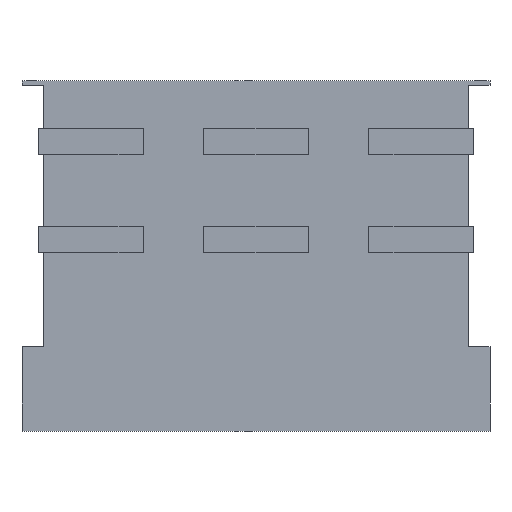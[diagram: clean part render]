
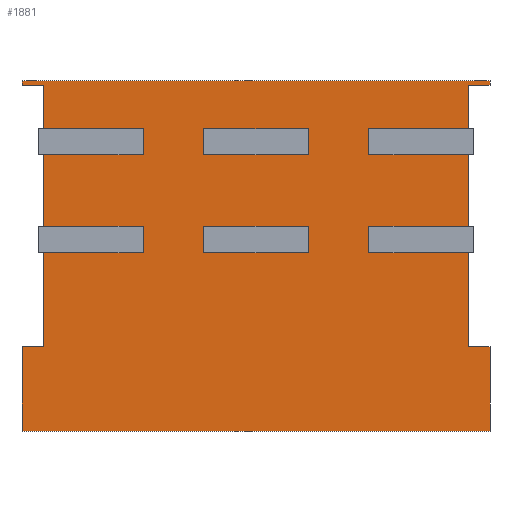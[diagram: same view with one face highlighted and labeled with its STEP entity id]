
A CAD part, left-side view. The second image highlights one B-rep face of the part: STEP entity #1881.
In plain terms, the highlighted planar face has unit normal (-1, 0, 0).
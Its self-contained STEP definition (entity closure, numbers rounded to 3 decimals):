
#14=DIRECTION('',(0.,0.,1.));
#15=VECTOR('',#14,300.);
#16=CARTESIAN_POINT('',(0.,-25.,-305.));
#17=LINE('',#16,#15);
#18=DIRECTION('',(0.,-1.,0.));
#19=VECTOR('',#18,25.);
#20=CARTESIAN_POINT('',(0.,0.,-5.));
#21=LINE('',#20,#19);
#22=DIRECTION('',(0.,0.,1.));
#23=VECTOR('',#22,5.);
#24=CARTESIAN_POINT('',(0.,0.,-5.));
#25=LINE('',#24,#23);
#26=DIRECTION('',(0.,-1.,0.));
#27=VECTOR('',#26,537.);
#28=CARTESIAN_POINT('',(0.,0.,0.));
#29=LINE('',#28,#27);
#30=DIRECTION('',(0.,0.,-1.));
#31=VECTOR('',#30,5.);
#32=CARTESIAN_POINT('',(0.,-537.,0.));
#33=LINE('',#32,#31);
#34=DIRECTION('',(0.,1.,0.));
#35=VECTOR('',#34,25.);
#36=CARTESIAN_POINT('',(0.,-537.,-5.));
#37=LINE('',#36,#35);
#38=DIRECTION('',(0.,0.,-1.));
#39=VECTOR('',#38,300.);
#40=CARTESIAN_POINT('',(0.,-512.,-5.));
#41=LINE('',#40,#39);
#42=DIRECTION('',(0.,1.,0.));
#43=VECTOR('',#42,25.);
#44=CARTESIAN_POINT('',(0.,-537.,-305.));
#45=LINE('',#44,#43);
#46=DIRECTION('',(0.,0.,-1.));
#47=VECTOR('',#46,97.);
#48=CARTESIAN_POINT('',(0.,-537.,-305.));
#49=LINE('',#48,#47);
#50=DIRECTION('',(0.,1.,0.));
#51=VECTOR('',#50,537.);
#52=CARTESIAN_POINT('',(0.,-537.,-402.));
#53=LINE('',#52,#51);
#54=DIRECTION('',(0.,0.,1.));
#55=VECTOR('',#54,97.);
#56=CARTESIAN_POINT('',(0.,0.,-402.));
#57=LINE('',#56,#55);
#58=DIRECTION('',(0.,-1.,0.));
#59=VECTOR('',#58,25.);
#60=CARTESIAN_POINT('',(0.,0.,-305.));
#61=LINE('',#60,#59);
#62=DIRECTION('',(0.,1.,0.));
#63=VECTOR('',#62,100.);
#64=CARTESIAN_POINT('',(0.,-139.,-167.));
#65=LINE('',#64,#63);
#66=DIRECTION('',(0.,-1.,0.));
#67=VECTOR('',#66,100.);
#68=CARTESIAN_POINT('',(0.,-39.,-197.));
#69=LINE('',#68,#67);
#70=DIRECTION('',(0.,0.,1.));
#71=VECTOR('',#70,30.);
#72=CARTESIAN_POINT('',(0.,-139.,-197.));
#73=LINE('',#72,#71);
#74=DIRECTION('',(0.,1.,0.));
#75=VECTOR('',#74,100.);
#76=CARTESIAN_POINT('',(0.,-139.,-55.));
#77=LINE('',#76,#75);
#78=DIRECTION('',(0.,-1.,0.));
#79=VECTOR('',#78,100.);
#80=CARTESIAN_POINT('',(0.,-39.,-85.));
#81=LINE('',#80,#79);
#82=DIRECTION('',(0.,0.,1.));
#83=VECTOR('',#82,30.);
#84=CARTESIAN_POINT('',(0.,-139.,-85.));
#85=LINE('',#84,#83);
#86=DIRECTION('',(0.,-1.,0.));
#87=VECTOR('',#86,100.);
#88=CARTESIAN_POINT('',(0.,-398.,-85.));
#89=LINE('',#88,#87);
#90=DIRECTION('',(0.,0.,1.));
#91=VECTOR('',#90,30.);
#92=CARTESIAN_POINT('',(0.,-498.,-85.));
#93=LINE('',#92,#91);
#94=DIRECTION('',(0.,1.,0.));
#95=VECTOR('',#94,100.);
#96=CARTESIAN_POINT('',(0.,-498.,-55.));
#97=LINE('',#96,#95);
#98=DIRECTION('',(0.,0.,-1.));
#99=VECTOR('',#98,30.);
#100=CARTESIAN_POINT('',(0.,-398.,-55.));
#101=LINE('',#100,#99);
#102=DIRECTION('',(0.,0.,1.));
#103=VECTOR('',#102,30.);
#104=CARTESIAN_POINT('',(0.,-328.5,-85.));
#105=LINE('',#104,#103);
#106=DIRECTION('',(0.,1.,0.));
#107=VECTOR('',#106,120.);
#108=CARTESIAN_POINT('',(0.,-328.5,-55.));
#109=LINE('',#108,#107);
#110=DIRECTION('',(0.,0.,-1.));
#111=VECTOR('',#110,30.);
#112=CARTESIAN_POINT('',(0.,-208.5,-55.));
#113=LINE('',#112,#111);
#114=DIRECTION('',(0.,-1.,0.));
#115=VECTOR('',#114,120.);
#116=CARTESIAN_POINT('',(0.,-208.5,-85.));
#117=LINE('',#116,#115);
#118=DIRECTION('',(0.,0.,1.));
#119=VECTOR('',#118,30.);
#120=CARTESIAN_POINT('',(0.,-328.5,-197.));
#121=LINE('',#120,#119);
#122=DIRECTION('',(0.,1.,0.));
#123=VECTOR('',#122,120.);
#124=CARTESIAN_POINT('',(0.,-328.5,-167.));
#125=LINE('',#124,#123);
#126=DIRECTION('',(0.,0.,-1.));
#127=VECTOR('',#126,30.);
#128=CARTESIAN_POINT('',(0.,-208.5,-167.));
#129=LINE('',#128,#127);
#130=DIRECTION('',(0.,-1.,0.));
#131=VECTOR('',#130,120.);
#132=CARTESIAN_POINT('',(0.,-208.5,-197.));
#133=LINE('',#132,#131);
#134=DIRECTION('',(0.,-1.,0.));
#135=VECTOR('',#134,100.);
#136=CARTESIAN_POINT('',(0.,-398.,-197.));
#137=LINE('',#136,#135);
#138=DIRECTION('',(0.,0.,1.));
#139=VECTOR('',#138,30.);
#140=CARTESIAN_POINT('',(0.,-498.,-197.));
#141=LINE('',#140,#139);
#142=DIRECTION('',(0.,1.,0.));
#143=VECTOR('',#142,100.);
#144=CARTESIAN_POINT('',(0.,-498.,-167.));
#145=LINE('',#144,#143);
#146=DIRECTION('',(0.,0.,-1.));
#147=VECTOR('',#146,30.);
#148=CARTESIAN_POINT('',(0.,-398.,-167.));
#149=LINE('',#148,#147);
#678=DIRECTION('',(0.,0.,1.));
#679=VECTOR('',#678,30.);
#680=CARTESIAN_POINT('',(0.,-39.,-85.));
#681=LINE('',#680,#679);
#682=DIRECTION('',(0.,0.,1.));
#683=VECTOR('',#682,30.);
#684=CARTESIAN_POINT('',(0.,-39.,-197.));
#685=LINE('',#684,#683);
#1374=CARTESIAN_POINT('',(0.,0.,0.));
#1375=CARTESIAN_POINT('',(0.,-537.,0.));
#1376=VERTEX_POINT('',#1374);
#1377=VERTEX_POINT('',#1375);
#1378=CARTESIAN_POINT('',(0.,-537.,-402.));
#1379=CARTESIAN_POINT('',(0.,0.,-402.));
#1380=VERTEX_POINT('',#1378);
#1381=VERTEX_POINT('',#1379);
#1422=CARTESIAN_POINT('',(0.,0.,-5.));
#1423=CARTESIAN_POINT('',(0.,-25.,-5.));
#1424=VERTEX_POINT('',#1422);
#1425=VERTEX_POINT('',#1423);
#1426=CARTESIAN_POINT('',(0.,0.,-305.));
#1427=CARTESIAN_POINT('',(0.,-25.,-305.));
#1428=VERTEX_POINT('',#1426);
#1429=VERTEX_POINT('',#1427);
#1430=CARTESIAN_POINT('',(0.,-537.,-305.));
#1431=CARTESIAN_POINT('',(0.,-512.,-305.));
#1432=VERTEX_POINT('',#1430);
#1433=VERTEX_POINT('',#1431);
#1434=CARTESIAN_POINT('',(0.,-537.,-5.));
#1435=CARTESIAN_POINT('',(0.,-512.,-5.));
#1436=VERTEX_POINT('',#1434);
#1437=VERTEX_POINT('',#1435);
#1494=CARTESIAN_POINT('',(0.,-328.5,-85.));
#1495=CARTESIAN_POINT('',(0.,-328.5,-55.));
#1496=VERTEX_POINT('',#1494);
#1497=VERTEX_POINT('',#1495);
#1498=CARTESIAN_POINT('',(0.,-208.5,-55.));
#1499=VERTEX_POINT('',#1498);
#1500=CARTESIAN_POINT('',(0.,-208.5,-85.));
#1501=VERTEX_POINT('',#1500);
#1502=CARTESIAN_POINT('',(0.,-398.,-55.));
#1503=CARTESIAN_POINT('',(0.,-398.,-85.));
#1504=VERTEX_POINT('',#1502);
#1505=VERTEX_POINT('',#1503);
#1506=CARTESIAN_POINT('',(0.,-139.,-85.));
#1507=CARTESIAN_POINT('',(0.,-139.,-55.));
#1508=VERTEX_POINT('',#1506);
#1509=VERTEX_POINT('',#1507);
#1534=CARTESIAN_POINT('',(0.,-328.5,-197.));
#1535=CARTESIAN_POINT('',(0.,-328.5,-167.));
#1536=VERTEX_POINT('',#1534);
#1537=VERTEX_POINT('',#1535);
#1538=CARTESIAN_POINT('',(0.,-208.5,-167.));
#1539=VERTEX_POINT('',#1538);
#1540=CARTESIAN_POINT('',(0.,-208.5,-197.));
#1541=VERTEX_POINT('',#1540);
#1542=CARTESIAN_POINT('',(0.,-398.,-167.));
#1543=CARTESIAN_POINT('',(0.,-398.,-197.));
#1544=VERTEX_POINT('',#1542);
#1545=VERTEX_POINT('',#1543);
#1546=CARTESIAN_POINT('',(0.,-139.,-197.));
#1547=CARTESIAN_POINT('',(0.,-139.,-167.));
#1548=VERTEX_POINT('',#1546);
#1549=VERTEX_POINT('',#1547);
#1604=CARTESIAN_POINT('',(0.,-498.,-55.));
#1605=VERTEX_POINT('',#1604);
#1624=CARTESIAN_POINT('',(0.,-498.,-85.));
#1625=VERTEX_POINT('',#1624);
#1642=CARTESIAN_POINT('',(0.,-39.,-85.));
#1644=VERTEX_POINT('',#1642);
#1664=CARTESIAN_POINT('',(0.,-39.,-55.));
#1666=VERTEX_POINT('',#1664);
#1724=CARTESIAN_POINT('',(0.,-498.,-167.));
#1725=VERTEX_POINT('',#1724);
#1744=CARTESIAN_POINT('',(0.,-498.,-197.));
#1745=VERTEX_POINT('',#1744);
#1762=CARTESIAN_POINT('',(0.,-39.,-197.));
#1764=VERTEX_POINT('',#1762);
#1784=CARTESIAN_POINT('',(0.,-39.,-167.));
#1786=VERTEX_POINT('',#1784);
#1790=CARTESIAN_POINT('',(0.,0.,0.));
#1791=DIRECTION('',(1.,0.,0.));
#1792=DIRECTION('',(0.,-1.,0.));
#1793=AXIS2_PLACEMENT_3D('',#1790,#1791,#1792);
#1794=PLANE('',#1793);
#1796=ORIENTED_EDGE('',*,*,#1795,.T.);
#1798=ORIENTED_EDGE('',*,*,#1797,.F.);
#1800=ORIENTED_EDGE('',*,*,#1799,.T.);
#1802=ORIENTED_EDGE('',*,*,#1801,.T.);
#1804=ORIENTED_EDGE('',*,*,#1803,.T.);
#1806=ORIENTED_EDGE('',*,*,#1805,.T.);
#1808=ORIENTED_EDGE('',*,*,#1807,.T.);
#1810=ORIENTED_EDGE('',*,*,#1809,.F.);
#1812=ORIENTED_EDGE('',*,*,#1811,.T.);
#1814=ORIENTED_EDGE('',*,*,#1813,.T.);
#1816=ORIENTED_EDGE('',*,*,#1815,.T.);
#1818=ORIENTED_EDGE('',*,*,#1817,.T.);
#1819=EDGE_LOOP('',(#1796,#1798,#1800,#1802,#1804,#1806,#1808,#1810,#1812,#1814,
#1816,#1818));
#1820=FACE_OUTER_BOUND('',#1819,.F.);
#1822=ORIENTED_EDGE('',*,*,#1821,.T.);
#1824=ORIENTED_EDGE('',*,*,#1823,.F.);
#1826=ORIENTED_EDGE('',*,*,#1825,.T.);
#1828=ORIENTED_EDGE('',*,*,#1827,.T.);
#1829=EDGE_LOOP('',(#1822,#1824,#1826,#1828));
#1830=FACE_BOUND('',#1829,.F.);
#1832=ORIENTED_EDGE('',*,*,#1831,.T.);
#1834=ORIENTED_EDGE('',*,*,#1833,.F.);
#1836=ORIENTED_EDGE('',*,*,#1835,.T.);
#1838=ORIENTED_EDGE('',*,*,#1837,.T.);
#1839=EDGE_LOOP('',(#1832,#1834,#1836,#1838));
#1840=FACE_BOUND('',#1839,.F.);
#1842=ORIENTED_EDGE('',*,*,#1841,.T.);
#1844=ORIENTED_EDGE('',*,*,#1843,.T.);
#1846=ORIENTED_EDGE('',*,*,#1845,.T.);
#1848=ORIENTED_EDGE('',*,*,#1847,.T.);
#1849=EDGE_LOOP('',(#1842,#1844,#1846,#1848));
#1850=FACE_BOUND('',#1849,.F.);
#1852=ORIENTED_EDGE('',*,*,#1851,.T.);
#1854=ORIENTED_EDGE('',*,*,#1853,.T.);
#1856=ORIENTED_EDGE('',*,*,#1855,.T.);
#1858=ORIENTED_EDGE('',*,*,#1857,.T.);
#1859=EDGE_LOOP('',(#1852,#1854,#1856,#1858));
#1860=FACE_BOUND('',#1859,.F.);
#1862=ORIENTED_EDGE('',*,*,#1861,.T.);
#1864=ORIENTED_EDGE('',*,*,#1863,.T.);
#1866=ORIENTED_EDGE('',*,*,#1865,.T.);
#1868=ORIENTED_EDGE('',*,*,#1867,.T.);
#1869=EDGE_LOOP('',(#1862,#1864,#1866,#1868));
#1870=FACE_BOUND('',#1869,.F.);
#1872=ORIENTED_EDGE('',*,*,#1871,.T.);
#1874=ORIENTED_EDGE('',*,*,#1873,.T.);
#1876=ORIENTED_EDGE('',*,*,#1875,.T.);
#1878=ORIENTED_EDGE('',*,*,#1877,.T.);
#1879=EDGE_LOOP('',(#1872,#1874,#1876,#1878));
#1880=FACE_BOUND('',#1879,.F.);
#1795=EDGE_CURVE('',#1429,#1425,#17,.T.);
#1797=EDGE_CURVE('',#1424,#1425,#21,.T.);
#1799=EDGE_CURVE('',#1424,#1376,#25,.T.);
#1801=EDGE_CURVE('',#1376,#1377,#29,.T.);
#1803=EDGE_CURVE('',#1377,#1436,#33,.T.);
#1805=EDGE_CURVE('',#1436,#1437,#37,.T.);
#1807=EDGE_CURVE('',#1437,#1433,#41,.T.);
#1809=EDGE_CURVE('',#1432,#1433,#45,.T.);
#1811=EDGE_CURVE('',#1432,#1380,#49,.T.);
#1813=EDGE_CURVE('',#1380,#1381,#53,.T.);
#1815=EDGE_CURVE('',#1381,#1428,#57,.T.);
#1817=EDGE_CURVE('',#1428,#1429,#61,.T.);
#1821=EDGE_CURVE('',#1549,#1786,#65,.T.);
#1823=EDGE_CURVE('',#1764,#1786,#685,.T.);
#1825=EDGE_CURVE('',#1764,#1548,#69,.T.);
#1827=EDGE_CURVE('',#1548,#1549,#73,.T.);
#1831=EDGE_CURVE('',#1509,#1666,#77,.T.);
#1833=EDGE_CURVE('',#1644,#1666,#681,.T.);
#1835=EDGE_CURVE('',#1644,#1508,#81,.T.);
#1837=EDGE_CURVE('',#1508,#1509,#85,.T.);
#1841=EDGE_CURVE('',#1505,#1625,#89,.T.);
#1843=EDGE_CURVE('',#1625,#1605,#93,.T.);
#1845=EDGE_CURVE('',#1605,#1504,#97,.T.);
#1847=EDGE_CURVE('',#1504,#1505,#101,.T.);
#1851=EDGE_CURVE('',#1496,#1497,#105,.T.);
#1853=EDGE_CURVE('',#1497,#1499,#109,.T.);
#1855=EDGE_CURVE('',#1499,#1501,#113,.T.);
#1857=EDGE_CURVE('',#1501,#1496,#117,.T.);
#1861=EDGE_CURVE('',#1536,#1537,#121,.T.);
#1863=EDGE_CURVE('',#1537,#1539,#125,.T.);
#1865=EDGE_CURVE('',#1539,#1541,#129,.T.);
#1867=EDGE_CURVE('',#1541,#1536,#133,.T.);
#1871=EDGE_CURVE('',#1545,#1745,#137,.T.);
#1873=EDGE_CURVE('',#1745,#1725,#141,.T.);
#1875=EDGE_CURVE('',#1725,#1544,#145,.T.);
#1877=EDGE_CURVE('',#1544,#1545,#149,.T.);
#1881=ADVANCED_FACE('',(#1820,#1830,#1840,#1850,#1860,#1870,#1880),#1794,.F.);
